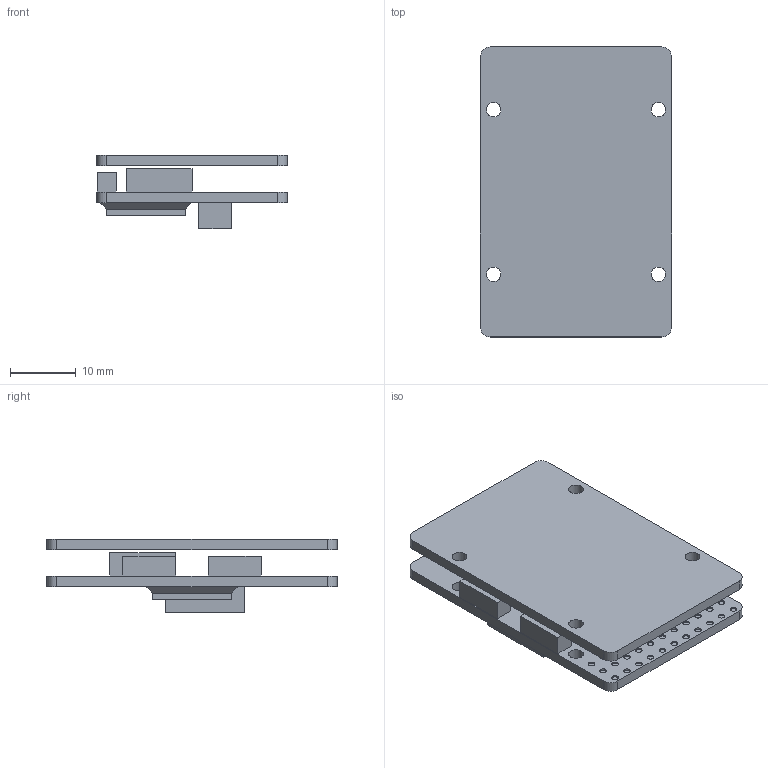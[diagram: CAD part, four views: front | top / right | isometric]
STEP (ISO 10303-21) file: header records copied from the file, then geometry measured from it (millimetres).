
FILE_DESCRIPTION(/* description */ (''),/* implementation_level */ '2;1');
FILE_NAME(/* name */ 'F405wse.step',/* time_stamp */ '2022-02-23T12:07:45+01:00',/* author */ (''),/* organization */ (''),/* preprocessor_version */ 'ST-DEVELOPER v18.1',/* originating_system */ 'Autodesk Translation Framework v10.13.0.1454',/* authorisation */ '');
FILE_SCHEMA (('AUTOMOTIVE_DESIGN { 1 0 10303 214 3 1 1 }'));
Length unit declared in the file: millimetre
Products named in the file (1): F405wse
Bounding box: 29 x 44 x 11.2 mm (x, y, z)
Volume: 5042.2 mm3; surface area: 6138 mm2
Topology: 2 solids, 2 shells, 309 faces, 554 edges, 368 vertices
Faces by surface type: plane 179, cylinder 130
Full cylindrical faces by diameter (mm): 1 x114, 2.2 x8
Entity records: 7844 total; most frequent: DIRECTION 1434, CARTESIAN_POINT 1232, ORIENTED_EDGE 1108, AXIS2_PLACEMENT_3D 570, EDGE_CURVE 554, EDGE_LOOP 444, VERTEX_POINT 368, FACE_OUTER_BOUND 309
